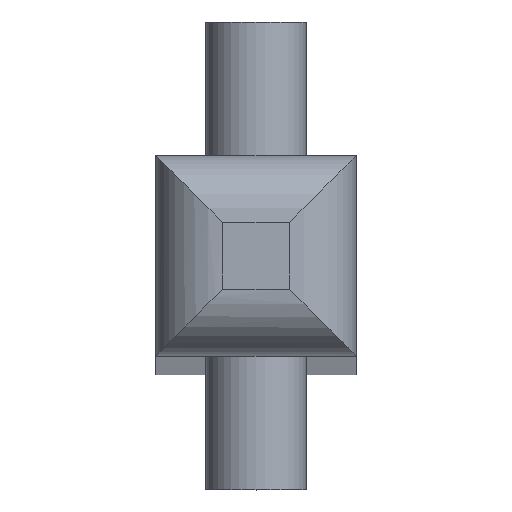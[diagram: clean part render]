
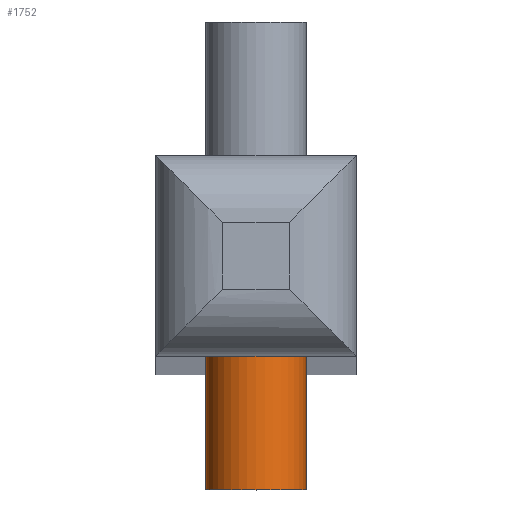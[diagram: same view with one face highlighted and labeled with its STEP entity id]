
A CAD part, top view. The second image highlights one B-rep face of the part: STEP entity #1752.
In plain terms, the highlighted cylindrical face has radius 1.5 mm (diameter 3 mm), a partial arc.
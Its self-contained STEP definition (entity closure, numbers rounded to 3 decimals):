
#128=DIRECTION('',(0.,1.,0.));
#129=VECTOR('',#128,4.);
#130=CARTESIAN_POINT('',(1.5,-4.,196.));
#131=LINE('',#130,#129);
#136=DIRECTION('',(0.,1.,0.));
#137=VECTOR('',#136,4.);
#138=CARTESIAN_POINT('',(4.5,-4.,196.));
#139=LINE('',#138,#137);
#143=CARTESIAN_POINT('',(3.,0.,196.));
#144=DIRECTION('',(0.,1.,0.));
#145=DIRECTION('',(-1.,0.,0.));
#146=AXIS2_PLACEMENT_3D('',#143,#144,#145);
#1465=CARTESIAN_POINT('',(3.,-4.,196.));
#1466=DIRECTION('',(0.,-1.,0.));
#1467=DIRECTION('',(1.,0.,0.));
#1468=AXIS2_PLACEMENT_3D('',#1465,#1466,#1467);
#1500=CARTESIAN_POINT('',(1.5,-4.,196.));
#1501=CARTESIAN_POINT('',(1.5,0.,196.));
#1502=VERTEX_POINT('',#1500);
#1503=VERTEX_POINT('',#1501);
#1504=CARTESIAN_POINT('',(4.5,-4.,196.));
#1505=VERTEX_POINT('',#1504);
#1506=CARTESIAN_POINT('',(4.5,0.,196.));
#1507=VERTEX_POINT('',#1506);
#1739=CARTESIAN_POINT('',(3.,-4.,196.));
#1740=DIRECTION('',(0.,1.,0.));
#1741=DIRECTION('',(1.,0.,0.));
#1742=AXIS2_PLACEMENT_3D('',#1739,#1740,#1741);
#1743=CYLINDRICAL_SURFACE('',#1742,1.5);
#1744=ORIENTED_EDGE('',*,*,#1721,.T.);
#1746=ORIENTED_EDGE('',*,*,#1745,.T.);
#1747=ORIENTED_EDGE('',*,*,#1725,.F.);
#1749=ORIENTED_EDGE('',*,*,#1748,.T.);
#1750=EDGE_LOOP('',(#1744,#1746,#1747,#1749));
#1751=FACE_OUTER_BOUND('',#1750,.F.);
#147=CIRCLE('',#146,1.5);
#1469=CIRCLE('',#1468,1.5);
#1721=EDGE_CURVE('',#1502,#1503,#131,.T.);
#1725=EDGE_CURVE('',#1505,#1507,#139,.T.);
#1745=EDGE_CURVE('',#1503,#1507,#147,.T.);
#1748=EDGE_CURVE('',#1505,#1502,#1469,.T.);
#1752=ADVANCED_FACE('',(#1751),#1743,.T.);
